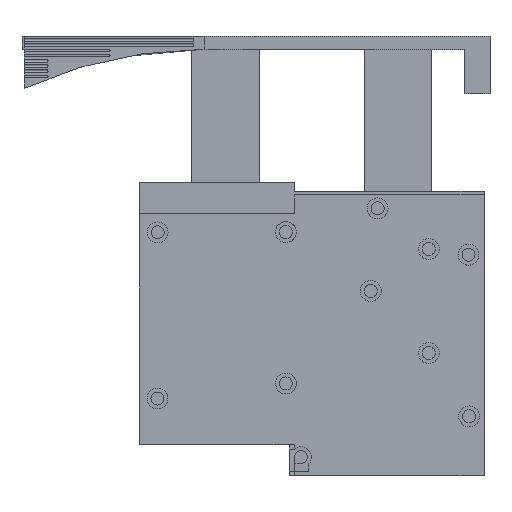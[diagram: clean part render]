
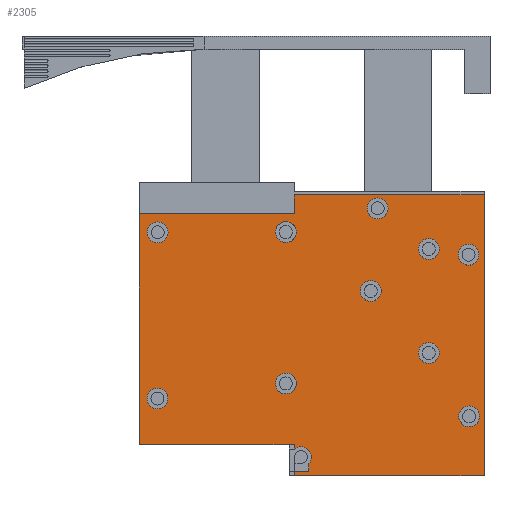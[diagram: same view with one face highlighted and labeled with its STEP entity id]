
A CAD part, top view. The second image highlights one B-rep face of the part: STEP entity #2305.
In plain terms, the highlighted planar face has unit normal (0, 0, 1).
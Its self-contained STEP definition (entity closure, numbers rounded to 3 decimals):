
#85=FACE_BOUND('',#394,.T.);
#86=FACE_BOUND('',#395,.T.);
#87=FACE_BOUND('',#396,.T.);
#88=FACE_BOUND('',#397,.T.);
#89=FACE_BOUND('',#398,.T.);
#90=FACE_BOUND('',#399,.T.);
#91=FACE_BOUND('',#400,.T.);
#92=FACE_BOUND('',#401,.T.);
#93=FACE_BOUND('',#402,.T.);
#94=FACE_BOUND('',#403,.T.);
#139=CIRCLE('',#2485,4.);
#140=CIRCLE('',#2486,4.);
#141=CIRCLE('',#2487,4.);
#142=CIRCLE('',#2488,4.);
#143=CIRCLE('',#2489,4.);
#144=CIRCLE('',#2490,4.);
#145=CIRCLE('',#2491,4.);
#146=CIRCLE('',#2492,4.);
#147=CIRCLE('',#2493,4.);
#148=CIRCLE('',#2494,4.);
#149=CIRCLE('',#2495,4.);
#150=CIRCLE('',#2496,4.);
#151=CIRCLE('',#2497,4.);
#255=FACE_OUTER_BOUND('',#393,.T.);
#393=EDGE_LOOP('',(#1906,#1907,#1908,#1909,#1910,#1911,#1912,#1913,#1914,
#1915,#1916,#1917,#1918));
#394=EDGE_LOOP('',(#1919,#1920));
#395=EDGE_LOOP('',(#1921,#1922));
#396=EDGE_LOOP('',(#1923));
#397=EDGE_LOOP('',(#1924));
#398=EDGE_LOOP('',(#1925));
#399=EDGE_LOOP('',(#1926));
#400=EDGE_LOOP('',(#1927));
#401=EDGE_LOOP('',(#1928));
#402=EDGE_LOOP('',(#1929));
#403=EDGE_LOOP('',(#1930));
#649=LINE('',#3792,#889);
#650=LINE('',#3794,#890);
#651=LINE('',#3796,#891);
#652=LINE('',#3798,#892);
#653=LINE('',#3800,#893);
#654=LINE('',#3802,#894);
#655=LINE('',#3804,#895);
#656=LINE('',#3806,#896);
#657=LINE('',#3808,#897);
#658=LINE('',#3810,#898);
#659=LINE('',#3812,#899);
#660=LINE('',#3815,#900);
#889=VECTOR('',#2978,10.);
#890=VECTOR('',#2979,10.);
#891=VECTOR('',#2980,10.);
#892=VECTOR('',#2981,10.);
#893=VECTOR('',#2982,10.);
#894=VECTOR('',#2983,10.);
#895=VECTOR('',#2984,10.);
#896=VECTOR('',#2985,10.);
#897=VECTOR('',#2986,10.);
#898=VECTOR('',#2987,10.);
#899=VECTOR('',#2988,10.);
#900=VECTOR('',#2991,10.);
#1104=VERTEX_POINT('',#3790);
#1105=VERTEX_POINT('',#3791);
#1106=VERTEX_POINT('',#3793);
#1107=VERTEX_POINT('',#3795);
#1108=VERTEX_POINT('',#3797);
#1109=VERTEX_POINT('',#3799);
#1110=VERTEX_POINT('',#3801);
#1111=VERTEX_POINT('',#3803);
#1112=VERTEX_POINT('',#3805);
#1113=VERTEX_POINT('',#3807);
#1114=VERTEX_POINT('',#3809);
#1115=VERTEX_POINT('',#3811);
#1116=VERTEX_POINT('',#3813);
#1117=VERTEX_POINT('',#3816);
#1118=VERTEX_POINT('',#3817);
#1119=VERTEX_POINT('',#3820);
#1120=VERTEX_POINT('',#3821);
#1121=VERTEX_POINT('',#3824);
#1122=VERTEX_POINT('',#3826);
#1123=VERTEX_POINT('',#3828);
#1124=VERTEX_POINT('',#3830);
#1125=VERTEX_POINT('',#3832);
#1126=VERTEX_POINT('',#3834);
#1127=VERTEX_POINT('',#3836);
#1128=VERTEX_POINT('',#3838);
#1390=EDGE_CURVE('',#1104,#1105,#649,.T.);
#1391=EDGE_CURVE('',#1106,#1105,#650,.T.);
#1392=EDGE_CURVE('',#1107,#1106,#651,.T.);
#1393=EDGE_CURVE('',#1108,#1107,#652,.T.);
#1394=EDGE_CURVE('',#1108,#1109,#653,.T.);
#1395=EDGE_CURVE('',#1110,#1109,#654,.T.);
#1396=EDGE_CURVE('',#1111,#1110,#655,.T.);
#1397=EDGE_CURVE('',#1112,#1111,#656,.T.);
#1398=EDGE_CURVE('',#1113,#1112,#657,.T.);
#1399=EDGE_CURVE('',#1114,#1113,#658,.T.);
#1400=EDGE_CURVE('',#1115,#1114,#659,.T.);
#1401=EDGE_CURVE('',#1116,#1115,#139,.T.);
#1402=EDGE_CURVE('',#1116,#1104,#660,.T.);
#1403=EDGE_CURVE('',#1117,#1118,#140,.T.);
#1404=EDGE_CURVE('',#1118,#1117,#141,.T.);
#1405=EDGE_CURVE('',#1119,#1120,#142,.T.);
#1406=EDGE_CURVE('',#1120,#1119,#143,.T.);
#1407=EDGE_CURVE('',#1121,#1121,#144,.T.);
#1408=EDGE_CURVE('',#1122,#1122,#145,.T.);
#1409=EDGE_CURVE('',#1123,#1123,#146,.T.);
#1410=EDGE_CURVE('',#1124,#1124,#147,.T.);
#1411=EDGE_CURVE('',#1125,#1125,#148,.T.);
#1412=EDGE_CURVE('',#1126,#1126,#149,.T.);
#1413=EDGE_CURVE('',#1127,#1127,#150,.T.);
#1414=EDGE_CURVE('',#1128,#1128,#151,.T.);
#1906=ORIENTED_EDGE('',*,*,#1390,.T.);
#1907=ORIENTED_EDGE('',*,*,#1391,.F.);
#1908=ORIENTED_EDGE('',*,*,#1392,.F.);
#1909=ORIENTED_EDGE('',*,*,#1393,.F.);
#1910=ORIENTED_EDGE('',*,*,#1394,.T.);
#1911=ORIENTED_EDGE('',*,*,#1395,.F.);
#1912=ORIENTED_EDGE('',*,*,#1396,.F.);
#1913=ORIENTED_EDGE('',*,*,#1397,.F.);
#1914=ORIENTED_EDGE('',*,*,#1398,.F.);
#1915=ORIENTED_EDGE('',*,*,#1399,.F.);
#1916=ORIENTED_EDGE('',*,*,#1400,.F.);
#1917=ORIENTED_EDGE('',*,*,#1401,.F.);
#1918=ORIENTED_EDGE('',*,*,#1402,.T.);
#1919=ORIENTED_EDGE('',*,*,#1403,.F.);
#1920=ORIENTED_EDGE('',*,*,#1404,.F.);
#1921=ORIENTED_EDGE('',*,*,#1405,.F.);
#1922=ORIENTED_EDGE('',*,*,#1406,.F.);
#1923=ORIENTED_EDGE('',*,*,#1407,.F.);
#1924=ORIENTED_EDGE('',*,*,#1408,.F.);
#1925=ORIENTED_EDGE('',*,*,#1409,.F.);
#1926=ORIENTED_EDGE('',*,*,#1410,.F.);
#1927=ORIENTED_EDGE('',*,*,#1411,.F.);
#1928=ORIENTED_EDGE('',*,*,#1412,.F.);
#1929=ORIENTED_EDGE('',*,*,#1413,.F.);
#1930=ORIENTED_EDGE('',*,*,#1414,.F.);
#2196=PLANE('',#2484);
#2305=ADVANCED_FACE('',(#255,#85,#86,#87,#88,#89,#90,#91,#92,#93,#94),#2196,
 .F.);
#2484=AXIS2_PLACEMENT_3D('',#3789,#2976,#2977);
#2485=AXIS2_PLACEMENT_3D('',#3814,#2989,#2990);
#2486=AXIS2_PLACEMENT_3D('',#3818,#2992,#2993);
#2487=AXIS2_PLACEMENT_3D('',#3819,#2994,#2995);
#2488=AXIS2_PLACEMENT_3D('',#3822,#2996,#2997);
#2489=AXIS2_PLACEMENT_3D('',#3823,#2998,#2999);
#2490=AXIS2_PLACEMENT_3D('',#3825,#3000,#3001);
#2491=AXIS2_PLACEMENT_3D('',#3827,#3002,#3003);
#2492=AXIS2_PLACEMENT_3D('',#3829,#3004,#3005);
#2493=AXIS2_PLACEMENT_3D('',#3831,#3006,#3007);
#2494=AXIS2_PLACEMENT_3D('',#3833,#3008,#3009);
#2495=AXIS2_PLACEMENT_3D('',#3835,#3010,#3011);
#2496=AXIS2_PLACEMENT_3D('',#3837,#3012,#3013);
#2497=AXIS2_PLACEMENT_3D('',#3839,#3014,#3015);
#2976=DIRECTION('center_axis',(0.,0.,
-1.));
#2977=DIRECTION('ref_axis',(1.,0.,0.));
#2978=DIRECTION('',(-1.,0.,0.));
#2979=DIRECTION('',(0.,1.,0.));
#2980=DIRECTION('',(-1.,0.,0.));
#2981=DIRECTION('',(0.,-1.,0.));
#2982=DIRECTION('',(-1.,0.,0.));
#2983=DIRECTION('',(0.,1.,0.));
#2984=DIRECTION('',(1.,0.,0.));
#2985=DIRECTION('',(0.,1.,0.));
#2986=DIRECTION('',(-1.,0.,0.));
#2987=DIRECTION('',(-1.,0.,0.));
#2988=DIRECTION('',(0.,1.,0.));
#2989=DIRECTION('center_axis',(0.,0.,1.));
#2990=DIRECTION('ref_axis',(1.,0.,0.));
#2991=DIRECTION('',(0.,-1.,0.));
#2992=DIRECTION('center_axis',(0.,0.,1.));
#2993=DIRECTION('ref_axis',(1.,0.,0.));
#2994=DIRECTION('center_axis',(0.,0.,1.));
#2995=DIRECTION('ref_axis',(1.,0.,0.));
#2996=DIRECTION('center_axis',(0.,0.,1.));
#2997=DIRECTION('ref_axis',(1.,0.,0.));
#2998=DIRECTION('center_axis',(0.,0.,1.));
#2999=DIRECTION('ref_axis',(1.,0.,0.));
#3000=DIRECTION('center_axis',(0.,0.,1.));
#3001=DIRECTION('ref_axis',(1.,0.,0.));
#3002=DIRECTION('center_axis',(0.,0.,1.));
#3003=DIRECTION('ref_axis',(1.,0.,0.));
#3004=DIRECTION('center_axis',(0.,0.,1.));
#3005=DIRECTION('ref_axis',(1.,0.,0.));
#3006=DIRECTION('center_axis',(0.,0.,1.));
#3007=DIRECTION('ref_axis',(1.,0.,0.));
#3008=DIRECTION('center_axis',(0.,0.,1.));
#3009=DIRECTION('ref_axis',(1.,0.,0.));
#3010=DIRECTION('center_axis',(0.,0.,1.));
#3011=DIRECTION('ref_axis',(1.,0.,0.));
#3012=DIRECTION('center_axis',(0.,0.,1.));
#3013=DIRECTION('ref_axis',(1.,0.,0.));
#3014=DIRECTION('center_axis',(0.,0.,1.));
#3015=DIRECTION('ref_axis',(1.,0.,0.));
#3789=CARTESIAN_POINT('Origin',(23.23,-4.87,-6.8));
#3790=CARTESIAN_POINT('',(25.605,-10.404,-6.8));
#3791=CARTESIAN_POINT('',(19.951,-10.404,-6.8));
#3792=CARTESIAN_POINT('',(21.591,-10.404,-6.8));
#3793=CARTESIAN_POINT('',(19.951,-12.,-6.8));
#3794=CARTESIAN_POINT('',(19.951,42.,-6.8));
#3795=CARTESIAN_POINT('',(92.951,-12.,-6.8));
#3796=CARTESIAN_POINT('',(56.451,-12.,-6.8));
#3797=CARTESIAN_POINT('',(92.951,96.,-6.8));
#3798=CARTESIAN_POINT('',(92.951,42.,-6.8));
#3799=CARTESIAN_POINT('',(19.951,96.,-6.8));
#3800=CARTESIAN_POINT('',(56.451,96.,-6.8));
#3801=CARTESIAN_POINT('',(19.951,88.719,-6.8));
#3802=CARTESIAN_POINT('',(19.951,42.,-6.8));
#3803=CARTESIAN_POINT('',(-39.719,88.719,-6.8));
#3804=CARTESIAN_POINT('',(-24.802,88.719,-6.8));
#3805=CARTESIAN_POINT('',(-39.719,0.,-6.8));
#3806=CARTESIAN_POINT('',(-39.719,22.18,-6.8));
#3807=CARTESIAN_POINT('',(17.951,0.,-6.8));
#3808=CARTESIAN_POINT('',(5.033,0.,-6.8));
#3809=CARTESIAN_POINT('',(19.951,0.,-6.8));
#3810=CARTESIAN_POINT('',(5.033,0.,-6.8));
#3811=CARTESIAN_POINT('',(19.951,-1.796,-6.8));
#3812=CARTESIAN_POINT('',(19.951,42.,-6.8));
#3813=CARTESIAN_POINT('',(25.605,-7.404,-6.8));
#3814=CARTESIAN_POINT('Origin',(22.51,-4.87,-6.8));
#3815=CARTESIAN_POINT('',(25.605,-6.137,-6.8));
#3816=CARTESIAN_POINT('',(19.951,21.126,-6.8));
#3817=CARTESIAN_POINT('',(12.703,23.461,-6.8));
#3818=CARTESIAN_POINT('Origin',(16.703,23.461,-6.8));
#3819=CARTESIAN_POINT('Origin',(16.703,23.461,-6.8));
#3820=CARTESIAN_POINT('',(19.951,84.032,-6.8));
#3821=CARTESIAN_POINT('',(12.703,81.698,-6.8));
#3822=CARTESIAN_POINT('Origin',(16.703,81.698,-6.8));
#3823=CARTESIAN_POINT('Origin',(16.703,81.698,-6.8));
#3824=CARTESIAN_POINT('',(67.673,35.15,-6.8));
#3825=CARTESIAN_POINT('Origin',(71.673,35.15,-6.8));
#3826=CARTESIAN_POINT('',(48.,90.82,-6.8));
#3827=CARTESIAN_POINT('Origin',(52.,90.82,-6.8));
#3828=CARTESIAN_POINT('',(82.98,72.96,-6.8));
#3829=CARTESIAN_POINT('Origin',(86.98,72.96,-6.8));
#3830=CARTESIAN_POINT('',(45.36,59.01,-6.8));
#3831=CARTESIAN_POINT('Origin',(49.36,59.01,-6.8));
#3832=CARTESIAN_POINT('',(83.18,10.8,-6.8));
#3833=CARTESIAN_POINT('Origin',(87.18,10.8,-6.8));
#3834=CARTESIAN_POINT('',(67.673,75.15,-6.8));
#3835=CARTESIAN_POINT('Origin',(71.673,75.15,-6.8));
#3836=CARTESIAN_POINT('',(-36.608,81.608,-6.8));
#3837=CARTESIAN_POINT('Origin',(-32.608,81.608,-6.8));
#3838=CARTESIAN_POINT('',(-36.699,17.653,-6.8));
#3839=CARTESIAN_POINT('Origin',(-32.699,17.653,-6.8));
